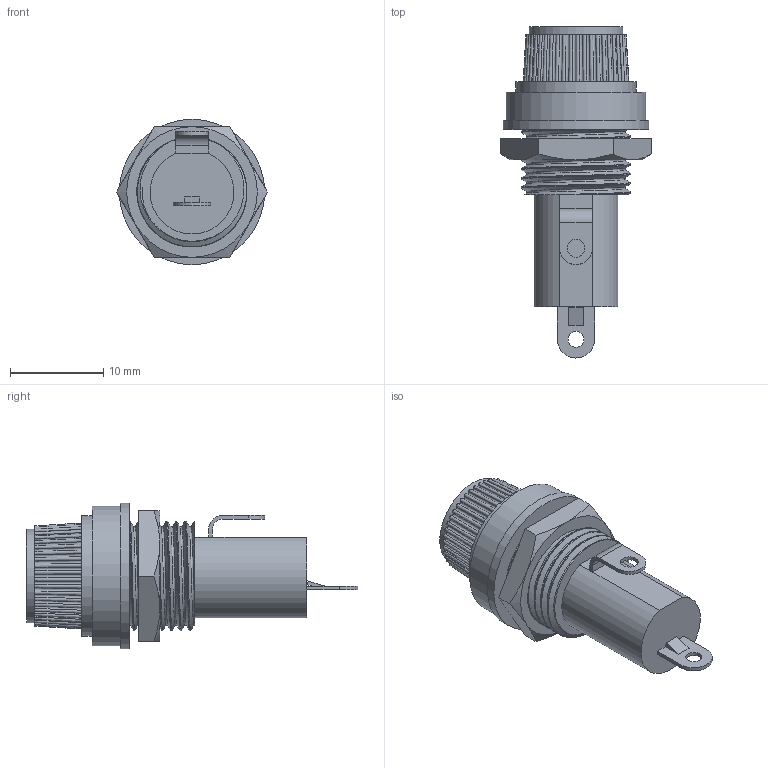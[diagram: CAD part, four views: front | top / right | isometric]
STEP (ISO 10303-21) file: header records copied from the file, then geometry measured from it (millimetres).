
FILE_DESCRIPTION(('CAx-IF Rec.Pracs.---Model Styling and Organization---1.5---2016-08-15','CAx-IF Rec.Pracs.---Geometric and Assembly Validation Properties---4.4---2016-08-17','CAx-IF Rec.Pracs.---User Defined Attributes---1.5---2016-08-15','CAx-IF Rec.Pracs.---External References---2.1---2005-01-19'),'2;1');
FILE_NAME('Fuse Holder Small.stp','2020-03-04T10:41:36',('Unspecified'),('Unspecified'),'CAD Exchanger 3.7.1 (cadexchanger.com)','Unspecified','');
FILE_SCHEMA(('AUTOMOTIVE_DESIGN { 1 0 10303 214 1 1 1 1 }'));
Length unit declared in the file: millimetre
Products named in the file (6): 4111:60; 4109:6042; 4110:3083; 4109:10062; 4109:10291; 4110:7013
Bounding box: 16.17 x 35.59 x 15.6 mm (x, y, z)
Volume: 2212.3 mm3; surface area: 3237.7 mm2
Topology: 6 solids, 6 shells, 320 faces, 862 edges, 574 vertices
Faces by surface type: plane 145, cone 96, extrusion 54, cylinder 18, bspline 7
Full cylindrical faces by diameter (mm): 1.7 x1, 1.9 x1, 6 x1, 6.154 x1, 6.964 x1, 10.04 x1, 11.5 x1, 12 x1, 12.874 x1, 15 x1, 15.6 x1
Entity records: 31767 total; most frequent: CARTESIAN_POINT 23981, ORIENTED_EDGE 1724, DIRECTION 1406, EDGE_CURVE 862, VERTEX_POINT 574, AXIS2_PLACEMENT_3D 482, VECTOR 442, LINE 388
